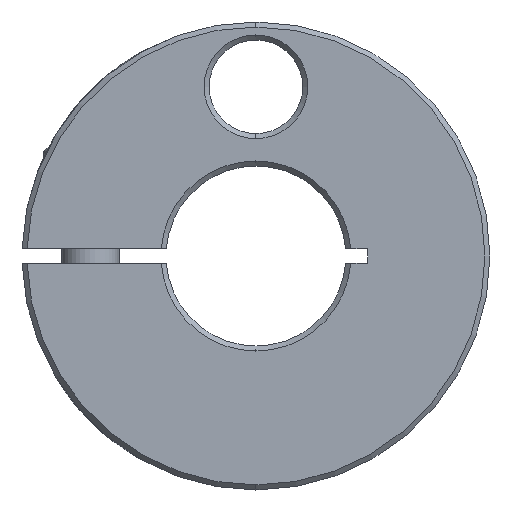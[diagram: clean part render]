
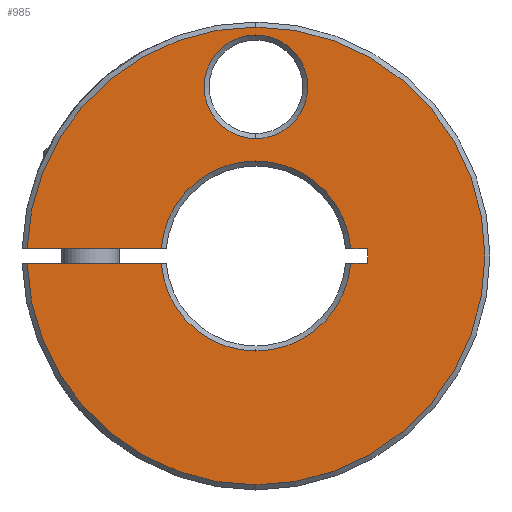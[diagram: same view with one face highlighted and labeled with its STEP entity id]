
A CAD part, front view. The second image highlights one B-rep face of the part: STEP entity #985.
In plain terms, the highlighted planar face has unit normal (0, -1, 0).
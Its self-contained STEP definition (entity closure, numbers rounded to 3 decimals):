
#375=VERTEX_POINT('',#1059);
#391=EDGE_CURVE('',#579,#503,#1077,.T.);
#405=VERTEX_POINT('',#1092);
#483=EDGE_CURVE('',#559,#699,#1179,.T.);
#487=EDGE_CURVE('',#907,#825,#1183,.T.);
#503=VERTEX_POINT('',#1201);
#521=VERTEX_POINT('',#1220);
#559=VERTEX_POINT('',#1260);
#579=VERTEX_POINT('',#1283);
#629=EDGE_CURVE('',#825,#907,#1337,.T.);
#663=EDGE_CURVE('',#811,#699,#1374,.T.);
#687=EDGE_CURVE('',#405,#851,#1404,.T.);
#695=EDGE_CURVE('',#503,#375,#1412,.T.);
#699=VERTEX_POINT('',#1416);
#717=VERTEX_POINT('',#1435);
#725=EDGE_CURVE('',#753,#521,#1443,.T.);
#753=VERTEX_POINT('',#1472);
#787=EDGE_CURVE('',#871,#717,#1514,.T.);
#811=VERTEX_POINT('',#1542);
#825=VERTEX_POINT('',#1556);
#847=EDGE_CURVE('',#521,#871,#1579,.T.);
#851=VERTEX_POINT('',#1583);
#869=EDGE_CURVE('',#375,#559,#1603,.T.);
#871=VERTEX_POINT('',#1605);
#907=VERTEX_POINT('',#1644);
#985=ADVANCED_FACE('',(#1736,#1737),#1738,.T.);
#997=EDGE_CURVE('',#851,#717,#1754,.T.);
#1019=EDGE_CURVE('',#753,#811,#1777,.T.);
#1027=EDGE_CURVE('',#405,#579,#1787,.T.);
#1059=CARTESIAN_POINT('',(0.,-18.,31.8));
#1077=CIRCLE('',#1843,31.8);
#1092=CARTESIAN_POINT('',(-13.162,-18.0,-1.0));
#1179=LINE('',#2066,#2067);
#1183=CIRCLE('',#2072,7.2);
#1201=CARTESIAN_POINT('',(0.,-18.,-31.8));
#1220=CARTESIAN_POINT('',(15.5,-18.0,1.0));
#1260=CARTESIAN_POINT('',(-31.784,-18.0,1.0));
#1283=CARTESIAN_POINT('',(-31.784,-18.0,-1.0));
#1337=CIRCLE('',#2351,7.2);
#1374=CIRCLE('',#2399,13.2);
#1404=CIRCLE('',#2433,13.2);
#1412=CIRCLE('',#2442,31.8);
#1416=CARTESIAN_POINT('',(-13.162,-18.0,1.0));
#1435=CARTESIAN_POINT('',(13.162,-18.0,-1.0));
#1443=LINE('',#2483,#2484);
#1472=CARTESIAN_POINT('',(13.162,-18.0,1.0));
#1514=LINE('',#2590,#2591);
#1542=CARTESIAN_POINT('',(0.,-18.,13.2));
#1556=CARTESIAN_POINT('',(0.,-18.,30.7));
#1579=LINE('',#2716,#2717);
#1583=CARTESIAN_POINT('',(0.,-18.,-13.2));
#1603=CIRCLE('',#2753,31.8);
#1605=CARTESIAN_POINT('',(15.5,-18.0,-1.0));
#1644=CARTESIAN_POINT('',(0.,-18.,16.3));
#1736=FACE_BOUND('',#2970,.T.);
#1737=FACE_OUTER_BOUND('',#2971,.T.);
#1738=PLANE('',#2972);
#1754=CIRCLE('',#3000,13.2);
#1777=CIRCLE('',#3048,13.2);
#1787=LINE('',#3061,#3062);
#1843=AXIS2_PLACEMENT_3D('',#3097,#3098,#3099);
#2066=CARTESIAN_POINT('',(-16.25,-18.,1.));
#2067=VECTOR('',#3213,1.0);
#2072=AXIS2_PLACEMENT_3D('',#3214,#3215,#3216);
#2351=AXIS2_PLACEMENT_3D('',#3369,#3370,#3371);
#2399=AXIS2_PLACEMENT_3D('',#3417,#3418,#3419);
#2433=AXIS2_PLACEMENT_3D('',#3467,#3468,#3469);
#2442=AXIS2_PLACEMENT_3D('',#3470,#3471,#3472);
#2483=CARTESIAN_POINT('',(-16.25,-18.,1.));
#2484=VECTOR('',#3494,1.0);
#2590=CARTESIAN_POINT('',(7.75,-18.,-1.0));
#2591=VECTOR('',#3596,1.0);
#2716=CARTESIAN_POINT('',(15.5,-18.,11.75));
#2717=VECTOR('',#3660,1.0);
#2753=AXIS2_PLACEMENT_3D('',#3681,#3682,#3683);
#2970=EDGE_LOOP('',(#3861,#3862));
#2971=EDGE_LOOP('',(#3863,#3864,#3865,#3866,#3867,#3868,#3869,#3870,#3871,#3872,#3873,#3874));
#2972=AXIS2_PLACEMENT_3D('',#3875,#3876,#3877);
#3000=AXIS2_PLACEMENT_3D('',#3897,#3898,#3899);
#3048=AXIS2_PLACEMENT_3D('',#3910,#3911,#3912);
#3061=CARTESIAN_POINT('',(7.75,-18.,-1.0));
#3062=VECTOR('',#3930,1.0);
#3097=CARTESIAN_POINT('',(0.,-18.,0.));
#3098=DIRECTION('',(0.,-1.0,0.));
#3099=DIRECTION('',(0.,0.,1.0));
#3213=DIRECTION('',(1.0,0.,0.));
#3214=CARTESIAN_POINT('',(0.,-18.,23.5));
#3215=DIRECTION('',(0.,1.0,0.));
#3216=DIRECTION('',(0.,0.,1.0));
#3369=CARTESIAN_POINT('',(0.,-18.,23.5));
#3370=DIRECTION('',(0.,1.0,0.));
#3371=DIRECTION('',(0.,0.,1.0));
#3417=CARTESIAN_POINT('',(0.,-18.,0.));
#3418=DIRECTION('',(0.,-1.0,0.));
#3419=DIRECTION('',(0.,0.,1.0));
#3467=CARTESIAN_POINT('',(0.,-18.,0.));
#3468=DIRECTION('',(0.,-1.0,0.));
#3469=DIRECTION('',(0.,0.,1.0));
#3470=CARTESIAN_POINT('',(0.,-18.,0.));
#3471=DIRECTION('',(0.,-1.0,0.));
#3472=DIRECTION('',(0.,0.,1.0));
#3494=DIRECTION('',(1.0,0.,0.));
#3596=DIRECTION('',(-1.0,0.,0.));
#3660=DIRECTION('',(0.,0.,-1.0));
#3681=CARTESIAN_POINT('',(0.,-18.,0.));
#3682=DIRECTION('',(0.,-1.0,0.));
#3683=DIRECTION('',(0.,0.,1.0));
#3861=ORIENTED_EDGE('',*,*,#629,.T.);
#3862=ORIENTED_EDGE('',*,*,#487,.T.);
#3863=ORIENTED_EDGE('',*,*,#725,.T.);
#3864=ORIENTED_EDGE('',*,*,#847,.T.);
#3865=ORIENTED_EDGE('',*,*,#787,.T.);
#3866=ORIENTED_EDGE('',*,*,#997,.F.);
#3867=ORIENTED_EDGE('',*,*,#687,.F.);
#3868=ORIENTED_EDGE('',*,*,#1027,.T.);
#3869=ORIENTED_EDGE('',*,*,#391,.T.);
#3870=ORIENTED_EDGE('',*,*,#695,.T.);
#3871=ORIENTED_EDGE('',*,*,#869,.T.);
#3872=ORIENTED_EDGE('',*,*,#483,.T.);
#3873=ORIENTED_EDGE('',*,*,#663,.F.);
#3874=ORIENTED_EDGE('',*,*,#1019,.F.);
#3875=CARTESIAN_POINT('',(0.,-18.,22.5));
#3876=DIRECTION('',(0.,-1.0,0.));
#3877=DIRECTION('',(0.,0.,1.0));
#3897=CARTESIAN_POINT('',(0.,-18.,0.));
#3898=DIRECTION('',(0.,-1.0,0.));
#3899=DIRECTION('',(0.,0.,1.0));
#3910=CARTESIAN_POINT('',(0.,-18.,0.));
#3911=DIRECTION('',(0.,-1.0,0.));
#3912=DIRECTION('',(0.,0.,1.0));
#3930=DIRECTION('',(-1.0,0.,0.));
